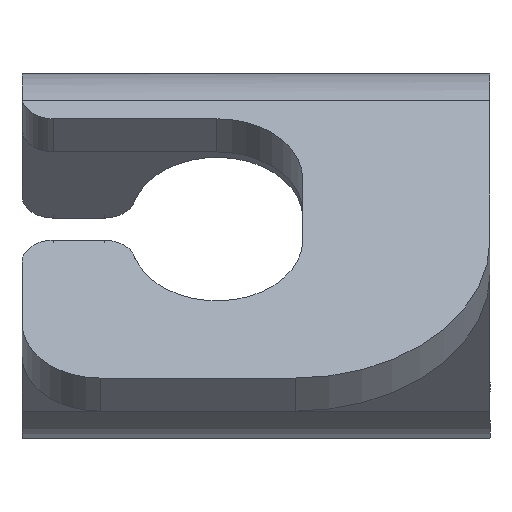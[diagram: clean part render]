
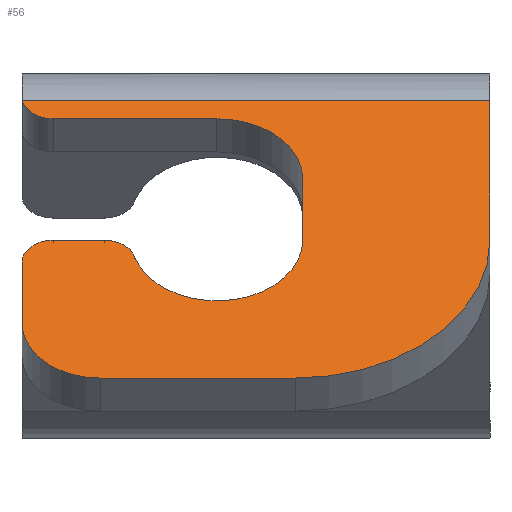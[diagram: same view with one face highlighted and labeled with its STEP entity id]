
A CAD part, front view. The second image highlights one B-rep face of the part: STEP entity #56.
In plain terms, the highlighted planar face has unit normal (0, -0.707, 0.707).
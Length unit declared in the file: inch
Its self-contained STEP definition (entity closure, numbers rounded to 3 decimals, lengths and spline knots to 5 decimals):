
#56=ADVANCED_FACE('',(#100),#101,.T.);
#100=FACE_OUTER_BOUND('',#177,.T.);
#101=PLANE('',#178);
#177=EDGE_LOOP('',(#306,#307,#308,#309,#310,#311,#312,#313,#314,#315,#316,#317,#318,#319));
#178=AXIS2_PLACEMENT_3D('',#320,#321,#322);
#306=ORIENTED_EDGE('',*,*,#602,.T.);
#307=ORIENTED_EDGE('',*,*,#603,.F.);
#308=ORIENTED_EDGE('',*,*,#604,.F.);
#309=ORIENTED_EDGE('',*,*,#605,.F.);
#310=ORIENTED_EDGE('',*,*,#606,.F.);
#311=ORIENTED_EDGE('',*,*,#607,.F.);
#312=ORIENTED_EDGE('',*,*,#608,.F.);
#313=ORIENTED_EDGE('',*,*,#609,.F.);
#314=ORIENTED_EDGE('',*,*,#610,.F.);
#315=ORIENTED_EDGE('',*,*,#611,.F.);
#316=ORIENTED_EDGE('',*,*,#612,.F.);
#317=ORIENTED_EDGE('',*,*,#613,.F.);
#318=ORIENTED_EDGE('',*,*,#614,.F.);
#319=ORIENTED_EDGE('',*,*,#615,.F.);
#320=CARTESIAN_POINT('',(3.23739,12.38476,0.22505));
#321=DIRECTION('',(0.,-0.707,0.707));
#322=DIRECTION('',(1.0,0.,0.));
#602=EDGE_CURVE('',#729,#730,#731,.T.);
#603=EDGE_CURVE('',#732,#730,#733,.T.);
#604=EDGE_CURVE('',#734,#732,#735,.T.);
#605=EDGE_CURVE('',#736,#734,#737,.T.);
#606=EDGE_CURVE('',#738,#736,#739,.T.);
#607=EDGE_CURVE('',#740,#738,#741,.T.);
#608=EDGE_CURVE('',#742,#740,#743,.T.);
#609=EDGE_CURVE('',#744,#742,#745,.T.);
#610=EDGE_CURVE('',#746,#744,#747,.T.);
#611=EDGE_CURVE('',#748,#746,#749,.T.);
#612=EDGE_CURVE('',#750,#748,#751,.T.);
#613=EDGE_CURVE('',#752,#750,#753,.T.);
#614=EDGE_CURVE('',#754,#752,#755,.T.);
#615=EDGE_CURVE('',#729,#754,#756,.T.);
#729=VERTEX_POINT('',#918);
#730=VERTEX_POINT('',#919);
#731=LINE('',#920,#921);
#732=VERTEX_POINT('',#922);
#733=CIRCLE('',#923,0.07874);
#734=VERTEX_POINT('',#924);
#735=LINE('',#925,#926);
#736=VERTEX_POINT('',#927);
#737=CIRCLE('',#928,0.21654);
#738=VERTEX_POINT('',#929);
#739=LINE('',#930,#931);
#740=VERTEX_POINT('',#932);
#741=CIRCLE('',#933,0.21654);
#742=VERTEX_POINT('',#934);
#743=CIRCLE('',#935,0.07874);
#744=VERTEX_POINT('',#936);
#745=LINE('',#937,#938);
#746=VERTEX_POINT('',#939);
#747=CIRCLE('',#940,0.07874);
#748=VERTEX_POINT('',#941);
#749=LINE('',#942,#943);
#750=VERTEX_POINT('',#944);
#751=CIRCLE('',#945,0.19685);
#752=VERTEX_POINT('',#946);
#753=LINE('',#947,#948);
#754=VERTEX_POINT('',#949);
#755=CIRCLE('',#950,0.49213);
#756=LINE('',#951,#952);
#918=CARTESIAN_POINT('',(3.83858,11.84084,-0.31887));
#919=CARTESIAN_POINT('',(2.65874,11.84084,-0.31887));
#920=CARTESIAN_POINT('',(3.1935,11.84084,-0.31887));
#921=VECTOR('',#1139,1.0);
#922=CARTESIAN_POINT('',(2.73622,11.79508,-0.36463));
#923=AXIS2_PLACEMENT_3D('',#1140,#1141,#1142);
#924=CARTESIAN_POINT('',(3.14961,11.79508,-0.36463));
#925=CARTESIAN_POINT('',(3.14961,11.79508,-0.36463));
#926=VECTOR('',#1143,1.0);
#927=CARTESIAN_POINT('',(3.36614,11.64197,-0.51775));
#928=AXIS2_PLACEMENT_3D('',#1144,#1145,#1146);
#929=CARTESIAN_POINT('',(3.36614,11.48885,-0.67086));
#930=CARTESIAN_POINT('',(3.36614,11.48885,-0.67086));
#931=VECTOR('',#1147,1.0);
#932=CARTESIAN_POINT('',(2.94091,11.44802,-0.71169));
#933=AXIS2_PLACEMENT_3D('',#1148,#1149,#1150);
#934=CARTESIAN_POINT('',(2.86502,11.48885,-0.67086));
#935=AXIS2_PLACEMENT_3D('',#1151,#1152,#1153);
#936=CARTESIAN_POINT('',(2.73622,11.48885,-0.67086));
#937=CARTESIAN_POINT('',(2.86502,11.48885,-0.67086));
#938=VECTOR('',#1154,1.0);
#939=CARTESIAN_POINT('',(2.65748,11.43317,-0.72654));
#940=AXIS2_PLACEMENT_3D('',#1155,#1156,#1157);
#941=CARTESIAN_POINT('',(2.65748,11.28006,-0.87965));
#942=CARTESIAN_POINT('',(2.65748,11.43317,-0.72654));
#943=VECTOR('',#1158,1.0);
#944=CARTESIAN_POINT('',(2.85433,11.14087,-1.01885));
#945=AXIS2_PLACEMENT_3D('',#1159,#1160,#1161);
#946=CARTESIAN_POINT('',(3.34646,11.14087,-1.01885));
#947=CARTESIAN_POINT('',(3.34646,11.14087,-1.01885));
#948=VECTOR('',#1162,1.0);
#949=CARTESIAN_POINT('',(3.83858,11.48885,-0.67086));
#950=AXIS2_PLACEMENT_3D('',#1163,#1164,#1165);
#951=CARTESIAN_POINT('',(3.83858,11.48885,-0.67086));
#952=VECTOR('',#1166,1.0);
#1139=DIRECTION('',(-1.0,0.0,0.0));
#1140=CARTESIAN_POINT('',(2.73622,11.85076,-0.30895));
#1141=DIRECTION('',(0.0,0.707,-0.707));
#1142=DIRECTION('',(1.0,0.0,0.0));
#1143=DIRECTION('',(-1.0,0.0,0.0));
#1144=CARTESIAN_POINT('',(3.14961,11.64197,-0.51775));
#1145=DIRECTION('',(0.0,-0.707,0.707));
#1146=DIRECTION('',(0.0,0.707,0.707));
#1147=DIRECTION('',(0.0,0.707,0.707));
#1148=CARTESIAN_POINT('',(3.14961,11.48885,-0.67086));
#1149=DIRECTION('',(0.0,-0.707,0.707));
#1150=DIRECTION('',(1.0,0.0,0.0));
#1151=CARTESIAN_POINT('',(2.86502,11.43317,-0.72654));
#1152=DIRECTION('',(0.0,0.707,-0.707));
#1153=DIRECTION('',(0.0,0.707,0.707));
#1154=DIRECTION('',(1.0,0.0,0.0));
#1155=CARTESIAN_POINT('',(2.73622,11.43317,-0.72654));
#1156=DIRECTION('',(0.0,0.707,-0.707));
#1157=DIRECTION('',(1.0,0.0,0.0));
#1158=DIRECTION('',(0.0,0.707,0.707));
#1159=CARTESIAN_POINT('',(2.85433,11.28006,-0.87965));
#1160=DIRECTION('',(0.0,0.707,-0.707));
#1161=DIRECTION('',(-1.0,0.0,0.0));
#1162=DIRECTION('',(-1.0,0.0,0.0));
#1163=CARTESIAN_POINT('',(3.34646,11.48885,-0.67086));
#1164=DIRECTION('',(0.0,0.707,-0.707));
#1165=DIRECTION('',(1.0,0.0,0.0));
#1166=DIRECTION('',(-0.0,-0.707,-0.707));
